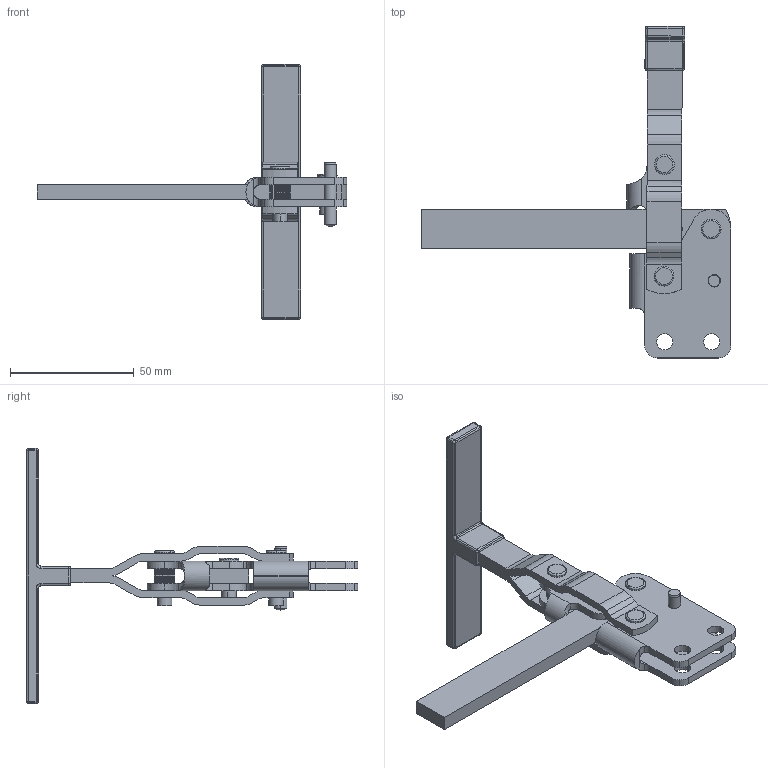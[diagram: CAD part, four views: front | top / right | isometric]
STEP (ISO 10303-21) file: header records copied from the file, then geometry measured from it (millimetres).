
FILE_DESCRIPTION((''),'2;1');
FILE_NAME('213TF.1.stp','2005-08-29T15:10:35',('CAD'),(''),'Autodesk Inventor 8','Autodesk Inventor 8','');
FILE_SCHEMA(('AUTOMOTIVE_DESIGN { 1 0 10303 214 1 1 1 1 }'));
Length unit declared in the file: millimetre
Products named in the file (1): Part15
Bounding box: 125 x 133.82 x 103 mm (x, y, z)
Volume: 44889.6 mm3; surface area: 28844.2 mm2
Topology: 1 solids, 8 shells, 1022 faces, 3291 edges, 1993 vertices
Faces by surface type: plane 429, cone 261, cylinder 236, bspline 70, sphere 14, torus 12
Entity records: 37866 total; most frequent: CARTESIAN_POINT 9398, ORIENTED_EDGE 6538, DIRECTION 5907, EDGE_CURVE 3269, AXIS2_PLACEMENT_3D 2210, VERTEX_POINT 1993, VECTOR 1487, LINE 1487
